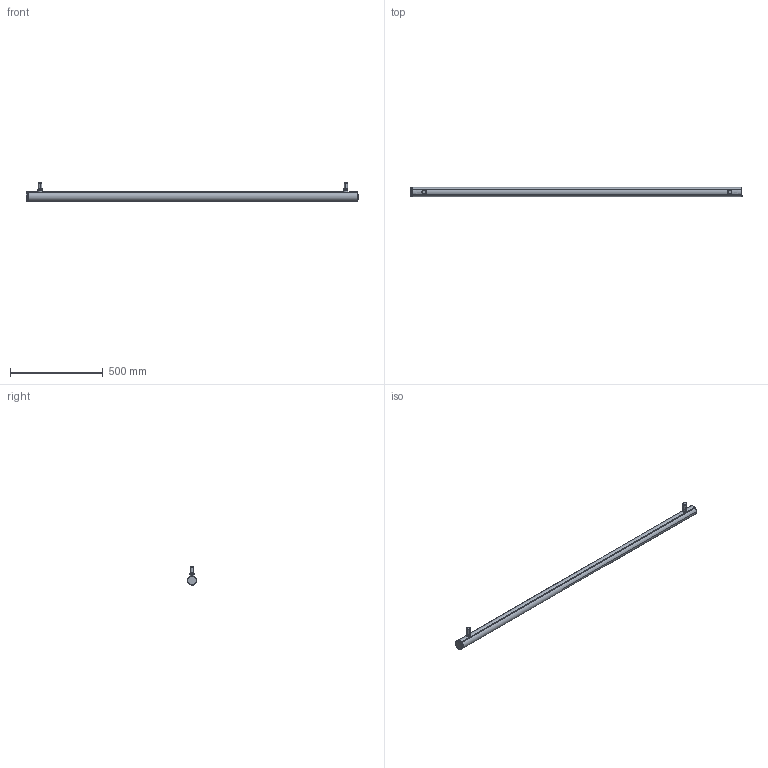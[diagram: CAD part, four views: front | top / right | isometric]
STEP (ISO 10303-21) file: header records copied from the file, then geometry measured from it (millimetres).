
FILE_DESCRIPTION(/* description */ (''),/* implementation_level */ '2;1');
FILE_NAME(/* name */ 'AoL-System-Linear-1800-Terminal',/* time_stamp */ '2019-09-25T17:01:52+02:00',/* author */ (''),/* organization */ (''),/* preprocessor_version */ 'ST-DEVELOPER v15',/* originating_system */ '',/* authorisation */ '');
FILE_SCHEMA (('AUTOMOTIVE_DESIGN'));
Length unit declared in the file: millimetre
Products named in the file (1): Document
Bounding box: 1785.98 x 50.05 x 99.32 mm (x, y, z)
Volume: 873667.1 mm3; surface area: 647848.9 mm2
Topology: 3 solids, 3 shells, 110 faces, 241 edges, 144 vertices
Faces by surface type: bspline 91, plane 19
Entity records: 4208 total; most frequent: CARTESIAN_POINT 2853, ORIENTED_EDGE 482, EDGE_CURVE 241, VERTEX_POINT 144, EDGE_LOOP 119, ADVANCED_FACE 110, FACE_OUTER_BOUND 110, B_SPLINE_CURVE_WITH_KNOTS 48
